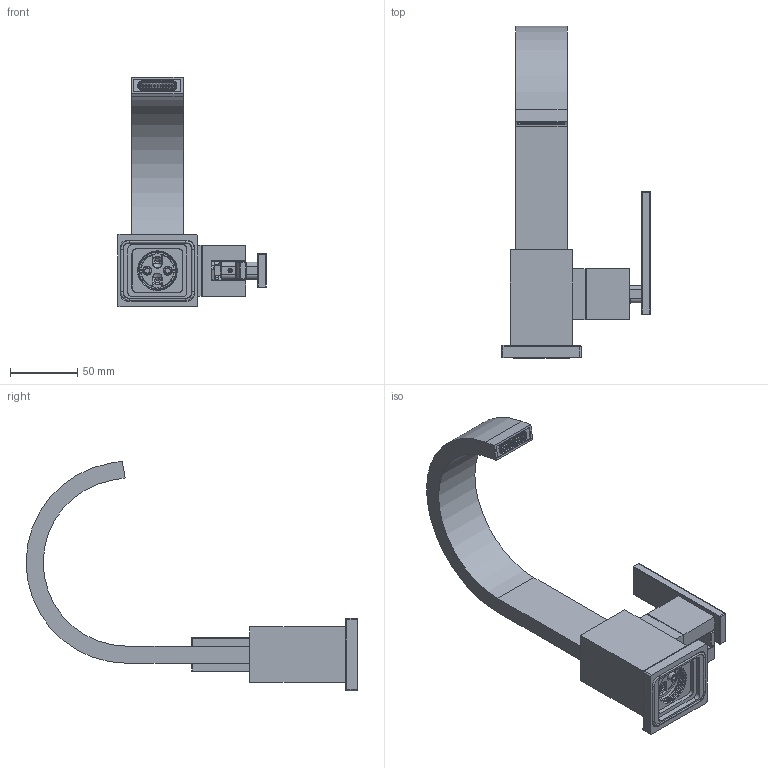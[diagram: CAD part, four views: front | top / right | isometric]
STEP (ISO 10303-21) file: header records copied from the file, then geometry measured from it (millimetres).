
FILE_DESCRIPTION((''),'2;1');
FILE_NAME('2043-1_ASM','2023-10-12T15:29:40',('NSantos'),(''),'CREO PARAMETRIC BY PTC INC, 2023134','CREO PARAMETRIC BY PTC INC, 2023134','');
FILE_SCHEMA(('CONFIG_CONTROL_DESIGN'));
Length unit declared in the file: inch
Products named in the file (22): 13940; 30611; 12167; 20-756_ASM; 30613; 91677; 20-106_ASM; 13443; 92527; 3-792_ASM; 12401; 1-371; 13942; 13941; 12246; 92246; 92834; 20-757_ASM; 91567; 91534; 91114; 2043-1_ASM
Assembly tree (22 placements, depth 4):
  2043-1_ASM
    3-792_ASM
      20-756_ASM
        13940
        30611
        12167
      20-106_ASM
        30613
        91677
      13443
      92527  x2
    12401
    1-371
    13942
    20-757_ASM
      13941
      12246
      92246
      92834
    91567
    91534
    91114
Bounding box: 110.59 x 246.68 x 170.79 mm (x, y, z)
Volume: 253331.1 mm3; surface area: 172096.4 mm2
Topology: 20 solids, 27 shells, 1636 faces, 4249 edges, 2675 vertices
Faces by surface type: cylinder 638, plane 569, cone 248, bspline 98, torus 51, sphere 32
Entity records: 75670 total; most frequent: CARTESIAN_POINT 37803, ORIENTED_EDGE 8008, DIRECTION 7527, EDGE_CURVE 4030, AXIS2_PLACEMENT_3D 2713, VERTEX_POINT 2551, VECTOR 2101, LINE 2101
